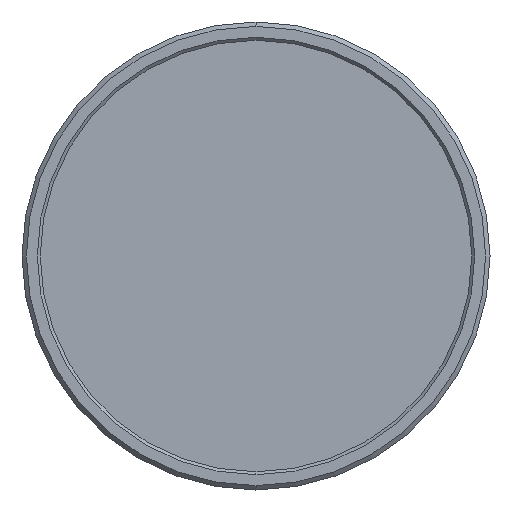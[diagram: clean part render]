
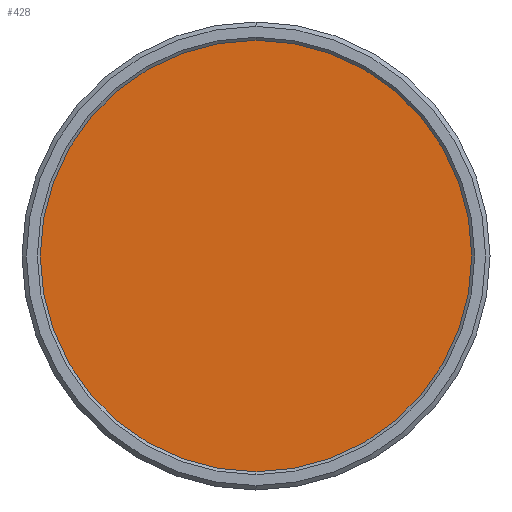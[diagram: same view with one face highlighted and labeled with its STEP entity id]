
A CAD part, left-side view. The second image highlights one B-rep face of the part: STEP entity #428.
In plain terms, the highlighted planar face has unit normal (-1, 0, 0).
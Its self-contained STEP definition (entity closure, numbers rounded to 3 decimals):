
#218 = EDGE_CURVE ( 'NONE', #1245, #444, #1660, .T. ) ;
#239 = CARTESIAN_POINT ( 'NONE',  ( 1.846, 0., 0. ) ) ;
#272 = DIRECTION ( 'NONE',  ( 1., 0., 0. ) ) ;
#408 = DIRECTION ( 'NONE',  ( 0., 1., 0. ) ) ;
#414 = CARTESIAN_POINT ( 'NONE',  ( 1.846, 0., 14.75 ) ) ;
#428 = ADVANCED_FACE ( 'NONE', ( #1378 ), #822, .F. ) ;
#444 = VERTEX_POINT ( 'NONE', #414 ) ;
#516 = DIRECTION ( 'NONE',  ( 0., 1., 0. ) ) ;
#642 = DIRECTION ( 'NONE',  ( -1., 0., 0. ) ) ;
#792 = EDGE_LOOP ( 'NONE', ( #1695, #1606 ) ) ;
#822 = PLANE ( 'NONE',  #1865 ) ;
#943 = CARTESIAN_POINT ( 'NONE',  ( 1.846, 0., 0. ) ) ;
#964 = CARTESIAN_POINT ( 'NONE',  ( 1.846, 0., 0. ) ) ;
#1219 = DIRECTION ( 'NONE',  ( -1., 0., 0. ) ) ;
#1245 = VERTEX_POINT ( 'NONE', #1424 ) ;
#1247 = DIRECTION ( 'NONE',  ( 0., 1., 0. ) ) ;
#1283 = AXIS2_PLACEMENT_3D ( 'NONE', #239, #1219, #516 ) ;
#1378 = FACE_OUTER_BOUND ( 'NONE', #792, .T. ) ;
#1424 = CARTESIAN_POINT ( 'NONE',  ( 1.846, 0., -14.75 ) ) ;
#1606 = ORIENTED_EDGE ( 'NONE', *, *, #218, .T. ) ;
#1660 = CIRCLE ( 'NONE', #1283, 14.75 ) ;
#1695 = ORIENTED_EDGE ( 'NONE', *, *, #1707, .T. ) ;
#1701 = AXIS2_PLACEMENT_3D ( 'NONE', #943, #642, #1247 ) ;
#1707 = EDGE_CURVE ( 'NONE', #444, #1245, #1858, .T. ) ;
#1858 = CIRCLE ( 'NONE', #1701, 14.75 ) ;
#1865 = AXIS2_PLACEMENT_3D ( 'NONE', #964, #272, #408 ) ;
